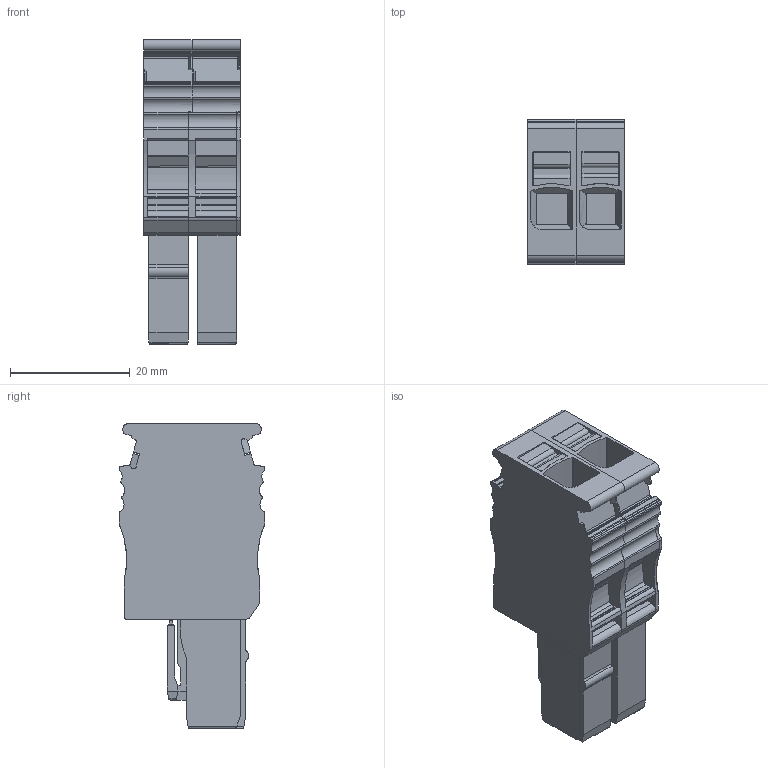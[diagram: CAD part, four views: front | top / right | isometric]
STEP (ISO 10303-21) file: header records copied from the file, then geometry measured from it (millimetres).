
FILE_DESCRIPTION(('CATIA V5 STEP Exchange','CAx-IF Rec.Pracs.--- Model Styling and Organization---1.4--- 2014-01-23'),'2;1');
FILE_NAME ('1454049-2_0', '2022-04-25T07:40:58+00:00', ('none'), ('Weidmueller'), 'CATIA Version 5-6 Release 2016 SP3 HF44', 'CATIA V5 STEP AP214', 'none');
FILE_SCHEMA(('AUTOMOTIVE_DESIGN { 1 0 10303 214 1 1 1 1 }'));
Length unit declared in the file: millimetre
Products named in the file (1): 2882750000
Bounding box: 16.2 x 24.3 x 50.95 mm (x, y, z)
Volume: 12075 mm3; surface area: 10802 mm2
Topology: 5 solids, 11 shells, 1337 faces, 3443 edges, 2168 vertices
Faces by surface type: plane 506, cylinder 448, cone 179, torus 114, extrusion 79, bspline 11
Entity records: 40002 total; most frequent: CARTESIAN_POINT 9722, ORIENTED_EDGE 6878, DIRECTION 5010, EDGE_CURVE 3439, VERTEX_POINT 2168, VECTOR 2035, AXIS2_PLACEMENT_3D 2001, LINE 1956
